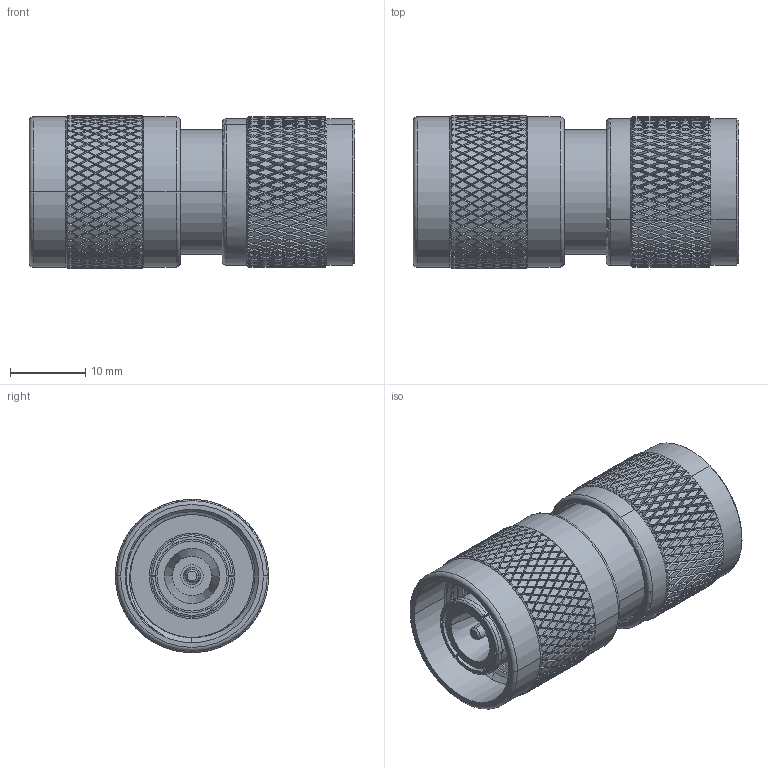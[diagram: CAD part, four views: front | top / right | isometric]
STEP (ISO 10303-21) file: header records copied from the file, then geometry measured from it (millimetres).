
FILE_DESCRIPTION (( 'STEP AP214' ), '1' );
FILE_NAME ('SM4657_3D.step', '2023-07-21T16:03:45', ( '' ), ( '' ), 'SwSTEP 2.0', 'SolidWorks 2022', '' );
FILE_SCHEMA (( 'AUTOMOTIVE_DESIGN' ));
Products named in the file (1): SM4657_3D
Bounding box: 43.18 x 20.32 x 20.32 mm (x, y, z)
Volume: 8885.5 mm3; surface area: 7595.4 mm2
Topology: 1 solids, 1 shells, 5298 faces, 11138 edges, 5858 vertices
Faces by surface type: bspline 3808, cylinder 1079, cone 249, plane 150, torus 12
Entity records: 197046 total; most frequent: CARTESIAN_POINT 127311, ORIENTED_EDGE 22276, EDGE_CURVE 11138, VERTEX_POINT 5858, EDGE_LOOP 5314, ADVANCED_FACE 5298, FACE_OUTER_BOUND 5298, DIRECTION 4879
